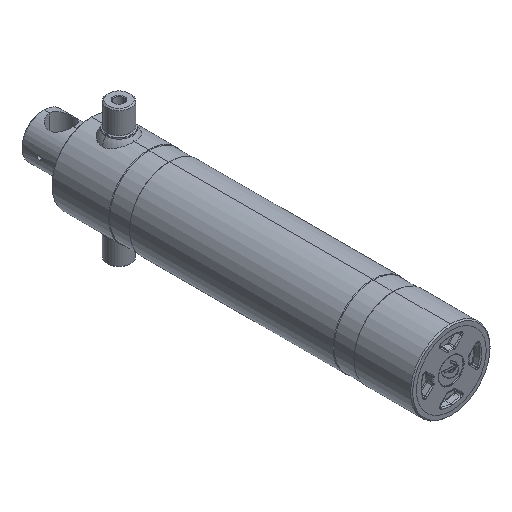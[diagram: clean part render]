
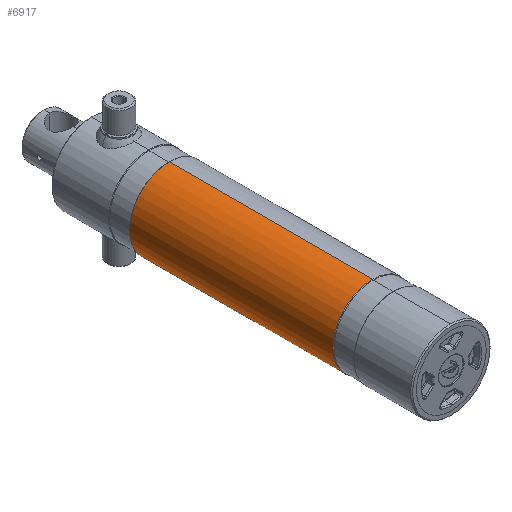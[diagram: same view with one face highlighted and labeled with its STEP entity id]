
A CAD part, isometric view. The second image highlights one B-rep face of the part: STEP entity #6917.
In plain terms, the highlighted cylindrical face has radius 75.75 mm (diameter 151.5 mm), a partial arc.
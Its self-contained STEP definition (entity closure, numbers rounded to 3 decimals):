
#168 = CIRCLE ( 'NONE', #7842, 75.75 ) ;
#280 = AXIS2_PLACEMENT_3D ( 'NONE', #4948, #756, #5627 ) ;
#315 = DIRECTION ( 'NONE',  ( 0., 1., 0. ) ) ;
#546 = EDGE_CURVE ( 'NONE', #2329, #7485, #6355, .T. ) ;
#756 = DIRECTION ( 'NONE',  ( 0., 1., 0. ) ) ;
#1093 = EDGE_LOOP ( 'NONE', ( #8194, #4619, #3956, #5785 ) ) ;
#1215 = CARTESIAN_POINT ( 'NONE',  ( 0., 522.61, -75.75 ) ) ;
#1751 = AXIS2_PLACEMENT_3D ( 'NONE', #3791, #315, #7942 ) ;
#1942 = EDGE_CURVE ( 'NONE', #7485, #3040, #168, .T. ) ;
#2329 = VERTEX_POINT ( 'NONE', #2878 ) ;
#2878 = CARTESIAN_POINT ( 'NONE',  ( 0., 150., -75.75 ) ) ;
#2929 = LINE ( 'NONE', #7828, #5985 ) ;
#3040 = VERTEX_POINT ( 'NONE', #3212 ) ;
#3212 = CARTESIAN_POINT ( 'NONE',  ( 0., 538., 75.75 ) ) ;
#3403 = EDGE_CURVE ( 'NONE', #2329, #4774, #8697, .T. ) ;
#3559 = DIRECTION ( 'NONE',  ( 0., 1., 0. ) ) ;
#3791 = CARTESIAN_POINT ( 'NONE',  ( 0., 522.61, 0. ) ) ;
#3956 = ORIENTED_EDGE ( 'NONE', *, *, #7410, .T. ) ;
#4619 = ORIENTED_EDGE ( 'NONE', *, *, #3403, .T. ) ;
#4774 = VERTEX_POINT ( 'NONE', #7342 ) ;
#4948 = CARTESIAN_POINT ( 'NONE',  ( 0., 150., 0. ) ) ;
#5386 = DIRECTION ( 'NONE',  ( 0., 1., 0. ) ) ;
#5627 = DIRECTION ( 'NONE',  ( 0., 0., 1. ) ) ;
#5785 = ORIENTED_EDGE ( 'NONE', *, *, #1942, .F. ) ;
#5985 = VECTOR ( 'NONE', #7140, 1000. ) ;
#6355 = LINE ( 'NONE', #1215, #8401 ) ;
#6917 = ADVANCED_FACE ( 'NONE', ( #9002 ), #8791, .T. ) ;
#7140 = DIRECTION ( 'NONE',  ( 0., 1., 0. ) ) ;
#7251 = CARTESIAN_POINT ( 'NONE',  ( 0., 538., -75.75 ) ) ;
#7342 = CARTESIAN_POINT ( 'NONE',  ( 0., 150., 75.75 ) ) ;
#7410 = EDGE_CURVE ( 'NONE', #4774, #3040, #2929, .T. ) ;
#7485 = VERTEX_POINT ( 'NONE', #7251 ) ;
#7726 = CARTESIAN_POINT ( 'NONE',  ( 0., 538., 0. ) ) ;
#7828 = CARTESIAN_POINT ( 'NONE',  ( 0., 522.61, 75.75 ) ) ;
#7842 = AXIS2_PLACEMENT_3D ( 'NONE', #7726, #3559, #8418 ) ;
#7942 = DIRECTION ( 'NONE',  ( 0., 0., 1. ) ) ;
#8194 = ORIENTED_EDGE ( 'NONE', *, *, #546, .F. ) ;
#8401 = VECTOR ( 'NONE', #5386, 1000. ) ;
#8418 = DIRECTION ( 'NONE',  ( 0., 0., 1. ) ) ;
#8697 = CIRCLE ( 'NONE', #280, 75.75 ) ;
#8791 = CYLINDRICAL_SURFACE ( 'NONE', #1751, 75.75 ) ;
#9002 = FACE_OUTER_BOUND ( 'NONE', #1093, .T. ) ;
